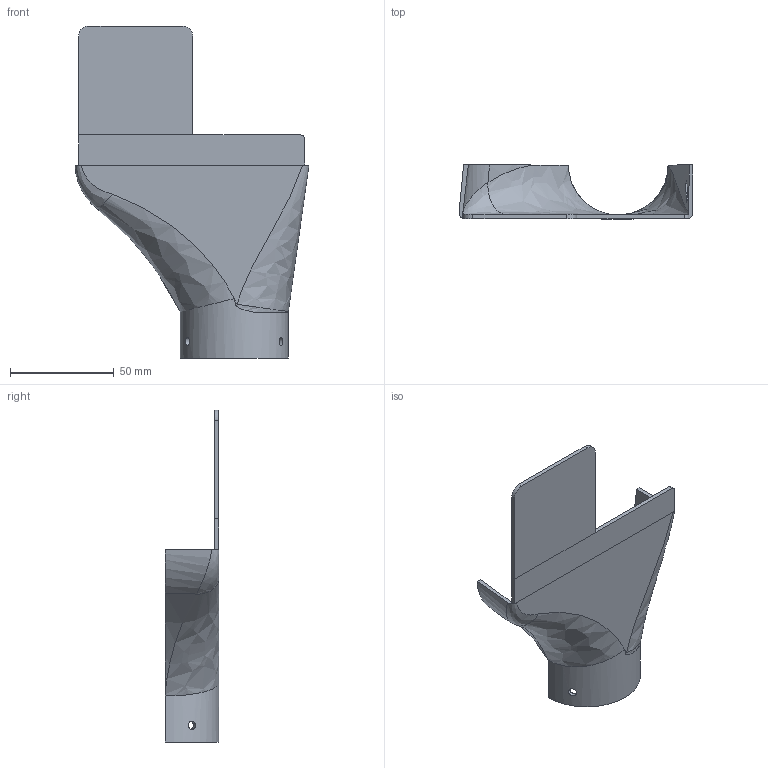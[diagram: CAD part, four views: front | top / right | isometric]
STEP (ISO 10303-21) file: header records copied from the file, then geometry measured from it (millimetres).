
FILE_DESCRIPTION(('FreeCAD Model'),'2;1');
FILE_NAME('31-Collecteur Bas Avant.step', '2022-06-14T14:06:00',('FreeCAD'),('FreeCAD'), 'Open CASCADE STEP processor 6.7','FreeCAD','Unknown');
FILE_SCHEMA(('AUTOMOTIVE_DESIGN_CC2 { 1 2 10303 214 -1 1 5 4 }'));
Length unit declared in the file: millimetre
Products named in the file (1): OK_Avant
Bounding box: 112.68 x 26 x 159.95 mm (x, y, z)
Volume: 31735.1 mm3; surface area: 30920.1 mm2
Topology: 1 solids, 1 shells, 51 faces, 133 edges, 83 vertices
Faces by surface type: plane 25, bspline 19, cylinder 7
Full cylindrical faces by diameter (mm): 4 x2
Entity records: 21749 total; most frequent: CARTESIAN_POINT 19543, ORIENTED_EDGE 264, PCURVE 264, DEFINITIONAL_REPRESENTATION 264, DIRECTION 253, B_SPLINE_CURVE_WITH_KNOTS 193, LINE 166, VECTOR 166
